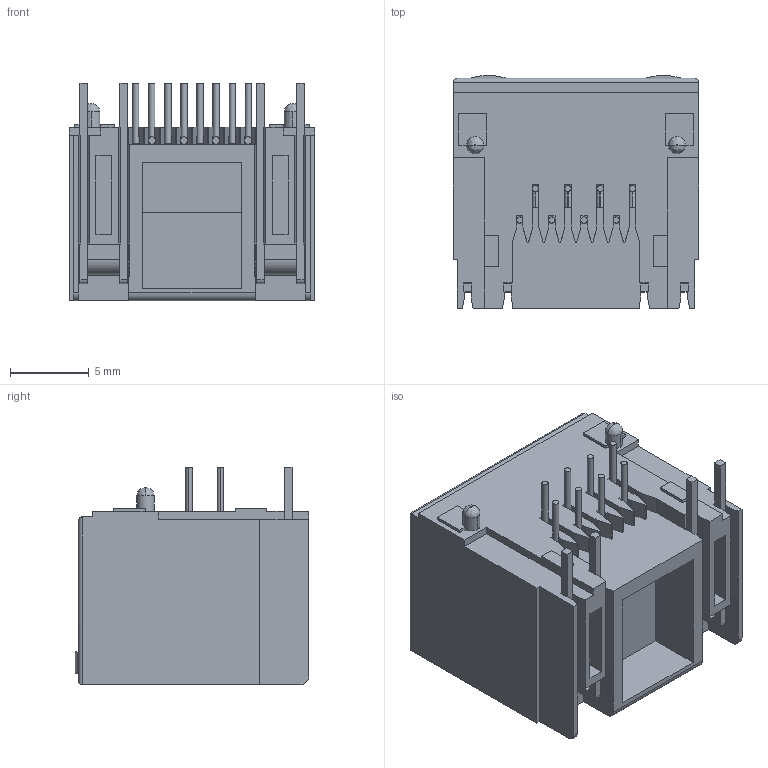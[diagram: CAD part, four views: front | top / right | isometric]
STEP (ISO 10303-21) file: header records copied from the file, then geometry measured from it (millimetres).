
FILE_DESCRIPTION((''),'2;1');
FILE_NAME('DGKYD60S1188JB1A6DY1008','2023-10-17T15:40:46',('Administrator'),(''),'CREO PARAMETRIC BY PTC INC, 2019010','CREO PARAMETRIC BY PTC INC, 2019010','');
FILE_SCHEMA(('CONFIG_CONTROL_DESIGN'));
Length unit declared in the file: millimetre
Products named in the file (1): DGKYD60S1188JB1A6DY1008
Bounding box: 15.6 x 14.8 x 13.8 mm (x, y, z)
Volume: 1186.7 mm3; surface area: 2416.1 mm2
Topology: 5 solids, 5 shells, 610 faces, 1826 edges, 1218 vertices
Faces by surface type: plane 404, cylinder 170, torus 32, bspline 4
Entity records: 20915 total; most frequent: CARTESIAN_POINT 4007, ORIENTED_EDGE 3652, DIRECTION 3451, EDGE_CURVE 1826, VECTOR 1343, LINE 1343, VERTEX_POINT 1218, AXIS2_PLACEMENT_3D 1054
